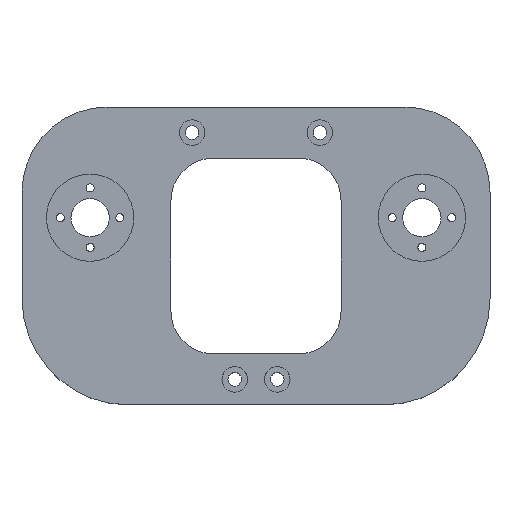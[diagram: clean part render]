
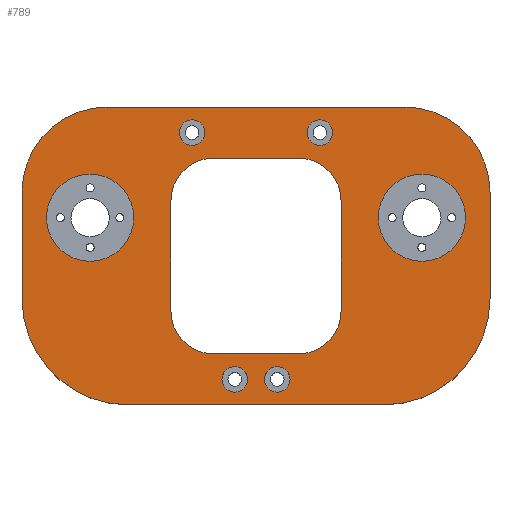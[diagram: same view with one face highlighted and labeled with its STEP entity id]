
A CAD part, top view. The second image highlights one B-rep face of the part: STEP entity #789.
In plain terms, the highlighted planar face has unit normal (0, 0, 1).
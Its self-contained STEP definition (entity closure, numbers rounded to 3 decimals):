
#25=FACE_BOUND('',#136,.T.);
#26=FACE_BOUND('',#137,.T.);
#27=FACE_BOUND('',#138,.T.);
#28=FACE_BOUND('',#139,.T.);
#29=FACE_BOUND('',#140,.T.);
#30=FACE_BOUND('',#141,.T.);
#31=FACE_BOUND('',#142,.T.);
#53=PLANE('',#871);
#81=FACE_OUTER_BOUND('',#135,.T.);
#135=EDGE_LOOP('',(#591,#592,#593,#594,#595,#596,#597,#598));
#136=EDGE_LOOP('',(#599));
#137=EDGE_LOOP('',(#600));
#138=EDGE_LOOP('',(#601,#602,#603,#604,#605,#606,#607,#608));
#139=EDGE_LOOP('',(#609));
#140=EDGE_LOOP('',(#610));
#141=EDGE_LOOP('',(#611));
#142=EDGE_LOOP('',(#612));
#203=LINE('',#1265,#255);
#204=LINE('',#1269,#256);
#205=LINE('',#1273,#257);
#206=LINE('',#1277,#258);
#207=LINE('',#1281,#259);
#208=LINE('',#1285,#260);
#209=LINE('',#1289,#261);
#210=LINE('',#1293,#262);
#255=VECTOR('',#1025,1.);
#256=VECTOR('',#1028,1.);
#257=VECTOR('',#1031,1.);
#258=VECTOR('',#1034,1.);
#259=VECTOR('',#1037,1.);
#260=VECTOR('',#1040,1.);
#261=VECTOR('',#1043,1.);
#262=VECTOR('',#1046,1.);
#315=CIRCLE('',#864,10.25);
#317=CIRCLE('',#868,10.25);
#319=CIRCLE('',#872,25.);
#320=CIRCLE('',#873,25.);
#321=CIRCLE('',#874,20.);
#322=CIRCLE('',#875,20.);
#323=CIRCLE('',#876,10.);
#324=CIRCLE('',#877,10.);
#325=CIRCLE('',#878,10.);
#326=CIRCLE('',#879,10.);
#327=CIRCLE('',#880,3.);
#328=CIRCLE('',#881,3.);
#329=CIRCLE('',#882,3.);
#330=CIRCLE('',#883,3.);
#371=VERTEX_POINT('',#1249);
#373=VERTEX_POINT('',#1256);
#375=VERTEX_POINT('',#1263);
#376=VERTEX_POINT('',#1264);
#377=VERTEX_POINT('',#1266);
#378=VERTEX_POINT('',#1268);
#379=VERTEX_POINT('',#1270);
#380=VERTEX_POINT('',#1272);
#381=VERTEX_POINT('',#1274);
#382=VERTEX_POINT('',#1276);
#383=VERTEX_POINT('',#1279);
#384=VERTEX_POINT('',#1280);
#385=VERTEX_POINT('',#1282);
#386=VERTEX_POINT('',#1284);
#387=VERTEX_POINT('',#1286);
#388=VERTEX_POINT('',#1288);
#389=VERTEX_POINT('',#1290);
#390=VERTEX_POINT('',#1292);
#391=VERTEX_POINT('',#1295);
#392=VERTEX_POINT('',#1297);
#393=VERTEX_POINT('',#1299);
#394=VERTEX_POINT('',#1301);
#453=EDGE_CURVE('',#371,#371,#315,.T.);
#456=EDGE_CURVE('',#373,#373,#317,.T.);
#459=EDGE_CURVE('',#375,#376,#203,.T.);
#460=EDGE_CURVE('',#375,#377,#319,.T.);
#461=EDGE_CURVE('',#378,#377,#204,.T.);
#462=EDGE_CURVE('',#378,#379,#320,.T.);
#463=EDGE_CURVE('',#380,#379,#205,.T.);
#464=EDGE_CURVE('',#380,#381,#321,.T.);
#465=EDGE_CURVE('',#382,#381,#206,.T.);
#466=EDGE_CURVE('',#382,#376,#322,.T.);
#467=EDGE_CURVE('',#383,#384,#207,.T.);
#468=EDGE_CURVE('',#385,#384,#323,.T.);
#469=EDGE_CURVE('',#385,#386,#208,.T.);
#470=EDGE_CURVE('',#387,#386,#324,.T.);
#471=EDGE_CURVE('',#387,#388,#209,.T.);
#472=EDGE_CURVE('',#389,#388,#325,.T.);
#473=EDGE_CURVE('',#389,#390,#210,.T.);
#474=EDGE_CURVE('',#383,#390,#326,.T.);
#475=EDGE_CURVE('',#391,#391,#327,.T.);
#476=EDGE_CURVE('',#392,#392,#328,.T.);
#477=EDGE_CURVE('',#393,#393,#329,.T.);
#478=EDGE_CURVE('',#394,#394,#330,.T.);
#591=ORIENTED_EDGE('',*,*,#459,.F.);
#592=ORIENTED_EDGE('',*,*,#460,.T.);
#593=ORIENTED_EDGE('',*,*,#461,.F.);
#594=ORIENTED_EDGE('',*,*,#462,.T.);
#595=ORIENTED_EDGE('',*,*,#463,.F.);
#596=ORIENTED_EDGE('',*,*,#464,.T.);
#597=ORIENTED_EDGE('',*,*,#465,.F.);
#598=ORIENTED_EDGE('',*,*,#466,.T.);
#599=ORIENTED_EDGE('',*,*,#453,.T.);
#600=ORIENTED_EDGE('',*,*,#456,.T.);
#601=ORIENTED_EDGE('',*,*,#467,.T.);
#602=ORIENTED_EDGE('',*,*,#468,.F.);
#603=ORIENTED_EDGE('',*,*,#469,.T.);
#604=ORIENTED_EDGE('',*,*,#470,.F.);
#605=ORIENTED_EDGE('',*,*,#471,.T.);
#606=ORIENTED_EDGE('',*,*,#472,.F.);
#607=ORIENTED_EDGE('',*,*,#473,.T.);
#608=ORIENTED_EDGE('',*,*,#474,.F.);
#609=ORIENTED_EDGE('',*,*,#475,.F.);
#610=ORIENTED_EDGE('',*,*,#476,.F.);
#611=ORIENTED_EDGE('',*,*,#477,.F.);
#612=ORIENTED_EDGE('',*,*,#478,.F.);
#789=ADVANCED_FACE('',(#81,#25,#26,#27,#28,#29,#30,#31),#53,.F.);
#864=AXIS2_PLACEMENT_3D('',#1250,#1007,#1008);
#868=AXIS2_PLACEMENT_3D('',#1257,#1016,#1017);
#871=AXIS2_PLACEMENT_3D('',#1262,#1023,#1024);
#872=AXIS2_PLACEMENT_3D('',#1267,#1026,#1027);
#873=AXIS2_PLACEMENT_3D('',#1271,#1029,#1030);
#874=AXIS2_PLACEMENT_3D('',#1275,#1032,#1033);
#875=AXIS2_PLACEMENT_3D('',#1278,#1035,#1036);
#876=AXIS2_PLACEMENT_3D('',#1283,#1038,#1039);
#877=AXIS2_PLACEMENT_3D('',#1287,#1041,#1042);
#878=AXIS2_PLACEMENT_3D('',#1291,#1044,#1045);
#879=AXIS2_PLACEMENT_3D('',#1294,#1047,#1048);
#880=AXIS2_PLACEMENT_3D('',#1296,#1049,#1050);
#881=AXIS2_PLACEMENT_3D('',#1298,#1051,#1052);
#882=AXIS2_PLACEMENT_3D('',#1300,#1053,#1054);
#883=AXIS2_PLACEMENT_3D('',#1302,#1055,#1056);
#1007=DIRECTION('center_axis',(0.,0.,-1.));
#1008=DIRECTION('ref_axis',(-1.,0.,0.));
#1016=DIRECTION('center_axis',(0.,0.,-1.));
#1017=DIRECTION('ref_axis',(-1.,0.,0.));
#1023=DIRECTION('center_axis',(0.,0.,-1.));
#1024=DIRECTION('ref_axis',(-1.,0.,0.));
#1025=DIRECTION('',(0.,1.,0.));
#1026=DIRECTION('center_axis',(0.,0.,1.));
#1027=DIRECTION('ref_axis',(1.,0.,0.));
#1028=DIRECTION('',(-1.,0.,0.));
#1029=DIRECTION('center_axis',(0.,0.,1.));
#1030=DIRECTION('ref_axis',(1.,0.,0.));
#1031=DIRECTION('',(0.,-1.,0.));
#1032=DIRECTION('center_axis',(0.,0.,1.));
#1033=DIRECTION('ref_axis',(1.,0.,0.));
#1034=DIRECTION('',(1.,0.,0.));
#1035=DIRECTION('center_axis',(0.,0.,1.));
#1036=DIRECTION('ref_axis',(1.,0.,0.));
#1037=DIRECTION('',(0.,1.,0.));
#1038=DIRECTION('center_axis',(0.,0.,1.));
#1039=DIRECTION('ref_axis',(1.,0.,0.));
#1040=DIRECTION('',(1.,0.,0.));
#1041=DIRECTION('center_axis',(0.,0.,1.));
#1042=DIRECTION('ref_axis',(1.,0.,0.));
#1043=DIRECTION('',(0.,-1.,0.));
#1044=DIRECTION('center_axis',(0.,0.,1.));
#1045=DIRECTION('ref_axis',(1.,0.,0.));
#1046=DIRECTION('',(-1.,0.,0.));
#1047=DIRECTION('center_axis',(0.,0.,1.));
#1048=DIRECTION('ref_axis',(1.,0.,0.));
#1049=DIRECTION('center_axis',(0.,0.,1.));
#1050=DIRECTION('ref_axis',(1.,0.,0.));
#1051=DIRECTION('center_axis',(0.,0.,1.));
#1052=DIRECTION('ref_axis',(1.,0.,0.));
#1053=DIRECTION('center_axis',(0.,0.,1.));
#1054=DIRECTION('ref_axis',(1.,0.,0.));
#1055=DIRECTION('center_axis',(0.,0.,1.));
#1056=DIRECTION('ref_axis',(1.,0.,0.));
#1249=CARTESIAN_POINT('',(49.25,44.,5.));
#1250=CARTESIAN_POINT('Origin',(39.,44.,5.));
#1256=CARTESIAN_POINT('',(-28.75,44.,5.));
#1257=CARTESIAN_POINT('Origin',(-39.,44.,5.));
#1262=CARTESIAN_POINT('Origin',(0.,35.612,5.));
#1263=CARTESIAN_POINT('',(-55.,25.,5.));
#1264=CARTESIAN_POINT('',(-55.,50.,5.));
#1265=CARTESIAN_POINT('',(-55.,25.,5.));
#1266=CARTESIAN_POINT('',(-30.,0.,5.));
#1267=CARTESIAN_POINT('Origin',(-30.,25.,5.));
#1268=CARTESIAN_POINT('',(30.,0.,5.));
#1269=CARTESIAN_POINT('',(30.,0.,5.));
#1270=CARTESIAN_POINT('',(55.,25.,5.));
#1271=CARTESIAN_POINT('Origin',(30.,25.,5.));
#1272=CARTESIAN_POINT('',(55.,50.,5.));
#1273=CARTESIAN_POINT('',(55.,50.,5.));
#1274=CARTESIAN_POINT('',(35.,70.,5.));
#1275=CARTESIAN_POINT('Origin',(35.,50.,5.));
#1276=CARTESIAN_POINT('',(-35.,70.,5.));
#1277=CARTESIAN_POINT('',(-35.,70.,5.));
#1278=CARTESIAN_POINT('Origin',(-35.,50.,5.));
#1279=CARTESIAN_POINT('',(-20.,22.,5.));
#1280=CARTESIAN_POINT('',(-20.,48.,5.));
#1281=CARTESIAN_POINT('',(-20.,22.,5.));
#1282=CARTESIAN_POINT('',(-10.,58.,5.));
#1283=CARTESIAN_POINT('Origin',(-10.,48.,5.));
#1284=CARTESIAN_POINT('',(10.,58.,5.));
#1285=CARTESIAN_POINT('',(-10.,58.,5.));
#1286=CARTESIAN_POINT('',(20.,48.,5.));
#1287=CARTESIAN_POINT('Origin',(10.,48.,5.));
#1288=CARTESIAN_POINT('',(20.,22.,5.));
#1289=CARTESIAN_POINT('',(20.,48.,5.));
#1290=CARTESIAN_POINT('',(10.,12.,5.));
#1291=CARTESIAN_POINT('Origin',(10.,22.,5.));
#1292=CARTESIAN_POINT('',(-10.,12.,5.));
#1293=CARTESIAN_POINT('',(10.,12.,5.));
#1294=CARTESIAN_POINT('Origin',(-10.,22.,5.));
#1295=CARTESIAN_POINT('',(2.,6.,5.));
#1296=CARTESIAN_POINT('Origin',(5.,6.,5.));
#1297=CARTESIAN_POINT('',(-8.,6.,5.));
#1298=CARTESIAN_POINT('Origin',(-5.,6.,5.));
#1299=CARTESIAN_POINT('',(-18.,64.,5.));
#1300=CARTESIAN_POINT('Origin',(-15.,64.,5.));
#1301=CARTESIAN_POINT('',(12.,64.,5.));
#1302=CARTESIAN_POINT('Origin',(15.,64.,5.));
